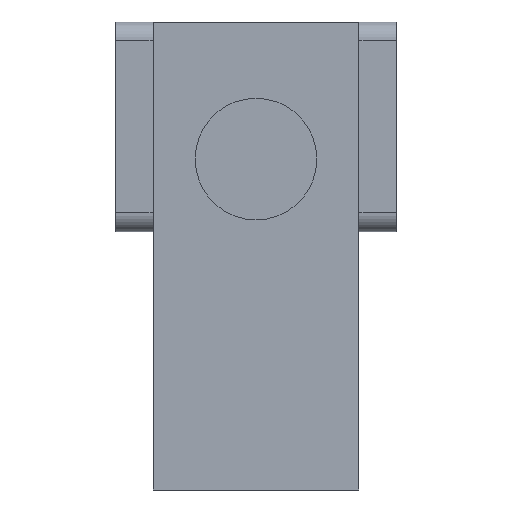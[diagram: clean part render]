
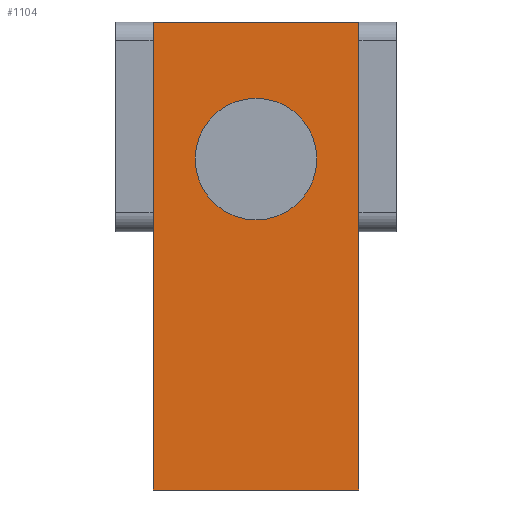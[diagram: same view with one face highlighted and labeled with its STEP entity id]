
A CAD part, front view. The second image highlights one B-rep face of the part: STEP entity #1104.
In plain terms, the highlighted planar face has unit normal (0, -1, 0).
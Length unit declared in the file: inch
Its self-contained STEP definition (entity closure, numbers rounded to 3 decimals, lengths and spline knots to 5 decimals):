
#12 = EDGE_CURVE ( 'NONE', #2197, #396, #2037, .T. ) ;
#47 = DIRECTION ( 'NONE',  ( 0., -1., 0. ) ) ;
#70 = VECTOR ( 'NONE', #728, 39.37008 ) ;
#128 = CARTESIAN_POINT ( 'NONE',  ( -0.43307, -0.175, -0.44094 ) ) ;
#134 = DIRECTION ( 'NONE',  ( 0., 0., -1. ) ) ;
#159 = DIRECTION ( 'NONE',  ( -1., 0., 0. ) ) ;
#209 = CARTESIAN_POINT ( 'NONE',  ( 0.43307, -0.175, -0.44094 ) ) ;
#226 = EDGE_CURVE ( 'NONE', #1742, #1972, #1103, .T. ) ;
#230 = CARTESIAN_POINT ( 'NONE',  ( -0.43307, -0.175, 1.37513 ) ) ;
#255 = CARTESIAN_POINT ( 'NONE',  ( 0.43307, -0.175, 1.37513 ) ) ;
#396 = VERTEX_POINT ( 'NONE', #209 ) ;
#456 = DIRECTION ( 'NONE',  ( 1., 0., 0. ) ) ;
#465 = LINE ( 'NONE', #1198, #866 ) ;
#502 = AXIS2_PLACEMENT_3D ( 'NONE', #230, #978, #934 ) ;
#528 = DIRECTION ( 'NONE',  ( 0., -1., 0. ) ) ;
#569 = DIRECTION ( 'NONE',  ( 0., 0., 1. ) ) ;
#574 = FACE_BOUND ( 'NONE', #863, .T. ) ;
#579 = ORIENTED_EDGE ( 'NONE', *, *, #1142, .T. ) ;
#588 = EDGE_CURVE ( 'NONE', #2049, #1742, #2223, .T. ) ;
#596 = CARTESIAN_POINT ( 'NONE',  ( 0., -0.175, -0.13575 ) ) ;
#609 = VECTOR ( 'NONE', #159, 39.37008 ) ;
#622 = VERTEX_POINT ( 'NONE', #840 ) ;
#670 = CARTESIAN_POINT ( 'NONE',  ( 0.43307, -0.175, 0.44094 ) ) ;
#676 = ORIENTED_EDGE ( 'NONE', *, *, #12, .F. ) ;
#688 = LINE ( 'NONE', #1378, #989 ) ;
#728 = DIRECTION ( 'NONE',  ( 0., 0., -1. ) ) ;
#751 = CIRCLE ( 'NONE', #1351, 0.25585 ) ;
#769 = VECTOR ( 'NONE', #1878, 39.37008 ) ;
#771 = CIRCLE ( 'NONE', #1370, 0.25585 ) ;
#798 = CARTESIAN_POINT ( 'NONE',  ( 0.43307, -0.175, -1.52756 ) ) ;
#840 = CARTESIAN_POINT ( 'NONE',  ( 0., -0.175, 0.1201 ) ) ;
#863 = EDGE_LOOP ( 'NONE', ( #2027, #1810 ) ) ;
#866 = VECTOR ( 'NONE', #134, 39.37008 ) ;
#928 = EDGE_CURVE ( 'NONE', #1109, #622, #771, .T. ) ;
#934 = DIRECTION ( 'NONE',  ( 0., 0., 1. ) ) ;
#978 = DIRECTION ( 'NONE',  ( 0., 1., 0. ) ) ;
#989 = VECTOR ( 'NONE', #456, 39.37008 ) ;
#1035 = ORIENTED_EDGE ( 'NONE', *, *, #1271, .T. ) ;
#1092 = CARTESIAN_POINT ( 'NONE',  ( -0.43307, -0.175, 1.37513 ) ) ;
#1103 = LINE ( 'NONE', #1092, #70 ) ;
#1104 = ADVANCED_FACE ( 'NONE', ( #574, #1811 ), #1147, .F. ) ;
#1109 = VERTEX_POINT ( 'NONE', #1641 ) ;
#1142 = EDGE_CURVE ( 'NONE', #1972, #2079, #688, .T. ) ;
#1147 = PLANE ( 'NONE',  #502 ) ;
#1198 = CARTESIAN_POINT ( 'NONE',  ( 0.43307, -0.175, 1.37513 ) ) ;
#1238 = ORIENTED_EDGE ( 'NONE', *, *, #226, .T. ) ;
#1271 = EDGE_CURVE ( 'NONE', #2197, #2049, #2074, .T. ) ;
#1296 = EDGE_LOOP ( 'NONE', ( #676, #1035, #2101, #1238, #579, #2130 ) ) ;
#1325 = DIRECTION ( 'NONE',  ( 0., 0., -1. ) ) ;
#1351 = AXIS2_PLACEMENT_3D ( 'NONE', #1932, #528, #1913 ) ;
#1370 = AXIS2_PLACEMENT_3D ( 'NONE', #596, #47, #569 ) ;
#1378 = CARTESIAN_POINT ( 'NONE',  ( 0.43307, -0.175, -1.52756 ) ) ;
#1534 = CARTESIAN_POINT ( 'NONE',  ( -0.43307, -0.175, 1.37513 ) ) ;
#1630 = CARTESIAN_POINT ( 'NONE',  ( -0.43307, -0.175, 0.44094 ) ) ;
#1640 = CARTESIAN_POINT ( 'NONE',  ( -0.43307, -0.175, -1.52756 ) ) ;
#1641 = CARTESIAN_POINT ( 'NONE',  ( 0., -0.175, -0.39161 ) ) ;
#1742 = VERTEX_POINT ( 'NONE', #128 ) ;
#1810 = ORIENTED_EDGE ( 'NONE', *, *, #928, .F. ) ;
#1811 = FACE_OUTER_BOUND ( 'NONE', #1296, .T. ) ;
#1861 = EDGE_CURVE ( 'NONE', #622, #1109, #751, .T. ) ;
#1875 = CARTESIAN_POINT ( 'NONE',  ( -0.43307, -0.175, 0.44094 ) ) ;
#1878 = DIRECTION ( 'NONE',  ( 0., 0., -1. ) ) ;
#1906 = VECTOR ( 'NONE', #1325, 39.37008 ) ;
#1913 = DIRECTION ( 'NONE',  ( 0., 0., 1. ) ) ;
#1932 = CARTESIAN_POINT ( 'NONE',  ( 0., -0.175, -0.13575 ) ) ;
#1972 = VERTEX_POINT ( 'NONE', #1640 ) ;
#2027 = ORIENTED_EDGE ( 'NONE', *, *, #1861, .F. ) ;
#2037 = LINE ( 'NONE', #255, #1906 ) ;
#2049 = VERTEX_POINT ( 'NONE', #1630 ) ;
#2074 = LINE ( 'NONE', #1875, #609 ) ;
#2079 = VERTEX_POINT ( 'NONE', #798 ) ;
#2101 = ORIENTED_EDGE ( 'NONE', *, *, #588, .T. ) ;
#2130 = ORIENTED_EDGE ( 'NONE', *, *, #2157, .F. ) ;
#2157 = EDGE_CURVE ( 'NONE', #396, #2079, #465, .T. ) ;
#2197 = VERTEX_POINT ( 'NONE', #670 ) ;
#2223 = LINE ( 'NONE', #1534, #769 ) ;
